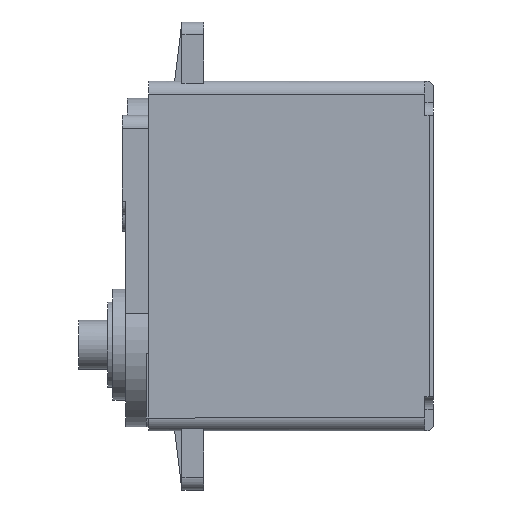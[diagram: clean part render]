
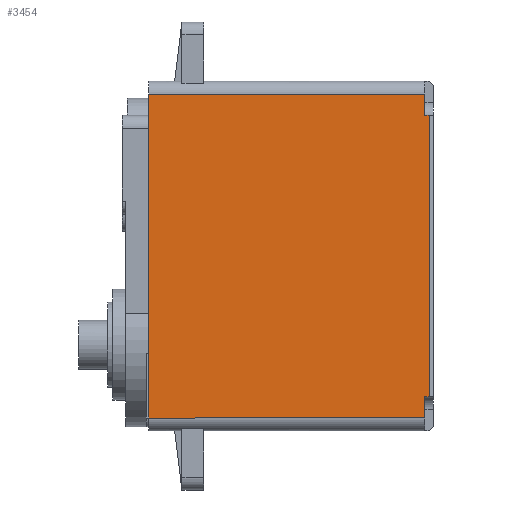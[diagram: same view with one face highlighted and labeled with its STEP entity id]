
A CAD part, left-side view. The second image highlights one B-rep face of the part: STEP entity #3454.
In plain terms, the highlighted planar face has unit normal (-1, 0, 0).
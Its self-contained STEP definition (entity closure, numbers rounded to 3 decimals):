
#43 = CARTESIAN_POINT ( 'NONE',  ( -10.05, 1., -11.22 ) ) ;
#49 = VERTEX_POINT ( 'NONE', #3728 ) ;
#62 = DIRECTION ( 'NONE',  ( 1., 0., 0. ) ) ;
#89 = ORIENTED_EDGE ( 'NONE', *, *, #3495, .F. ) ;
#120 = LINE ( 'NONE', #2262, #3669 ) ;
#159 = VECTOR ( 'NONE', #3838, 1000. ) ;
#263 = VECTOR ( 'NONE', #3458, 1000. ) ;
#351 = PLANE ( 'NONE',  #1627 ) ;
#380 = LINE ( 'NONE', #1972, #432 ) ;
#432 = VECTOR ( 'NONE', #3712, 1000. ) ;
#463 = CARTESIAN_POINT ( 'NONE',  ( -10.05, 1., -11.22 ) ) ;
#471 = ORIENTED_EDGE ( 'NONE', *, *, #1842, .F. ) ;
#589 = CARTESIAN_POINT ( 'NONE',  ( -10.05, 1., -13.72 ) ) ;
#629 = LINE ( 'NONE', #2410, #159 ) ;
#792 = VECTOR ( 'NONE', #3537, 1000. ) ;
#811 = CARTESIAN_POINT ( 'NONE',  ( -10.05, 0.5, 21.58 ) ) ;
#863 = DIRECTION ( 'NONE',  ( 0., -1., 0. ) ) ;
#937 = CARTESIAN_POINT ( 'NONE',  ( -10.05, 33.2, 24.08 ) ) ;
#963 = VECTOR ( 'NONE', #2151, 1000. ) ;
#1027 = ORIENTED_EDGE ( 'NONE', *, *, #1620, .T. ) ;
#1245 = FACE_OUTER_BOUND ( 'NONE', #3343, .T. ) ;
#1260 = LINE ( 'NONE', #2314, #263 ) ;
#1366 = EDGE_CURVE ( 'NONE', #3054, #1902, #120, .T. ) ;
#1424 = VERTEX_POINT ( 'NONE', #463 ) ;
#1425 = VERTEX_POINT ( 'NONE', #3797 ) ;
#1541 = ORIENTED_EDGE ( 'NONE', *, *, #2508, .F. ) ;
#1549 = ORIENTED_EDGE ( 'NONE', *, *, #3777, .T. ) ;
#1620 = EDGE_CURVE ( 'NONE', #3846, #1902, #2294, .T. ) ;
#1627 = AXIS2_PLACEMENT_3D ( 'NONE', #937, #62, #2405 ) ;
#1780 = CARTESIAN_POINT ( 'NONE',  ( -10.05, 33.2, -13.72 ) ) ;
#1842 = EDGE_CURVE ( 'NONE', #1425, #49, #1260, .T. ) ;
#1883 = DIRECTION ( 'NONE',  ( 0., 0., 1. ) ) ;
#1890 = ORIENTED_EDGE ( 'NONE', *, *, #3594, .T. ) ;
#1902 = VERTEX_POINT ( 'NONE', #811 ) ;
#1972 = CARTESIAN_POINT ( 'NONE',  ( -10.05, 33.2, 24.08 ) ) ;
#2039 = LINE ( 'NONE', #2605, #3836 ) ;
#2151 = DIRECTION ( 'NONE',  ( 0., 0., 1. ) ) ;
#2202 = VECTOR ( 'NONE', #1883, 1000. ) ;
#2262 = CARTESIAN_POINT ( 'NONE',  ( -10.05, 1., 21.58 ) ) ;
#2294 = LINE ( 'NONE', #2499, #2202 ) ;
#2314 = CARTESIAN_POINT ( 'NONE',  ( -10.05, 33.2, 24.08 ) ) ;
#2317 = ORIENTED_EDGE ( 'NONE', *, *, #3141, .T. ) ;
#2405 = DIRECTION ( 'NONE',  ( 0., 0., -1. ) ) ;
#2410 = CARTESIAN_POINT ( 'NONE',  ( -10.05, 1., 21.58 ) ) ;
#2499 = CARTESIAN_POINT ( 'NONE',  ( -10.05, 0.5, 24.08 ) ) ;
#2508 = EDGE_CURVE ( 'NONE', #49, #3054, #629, .T. ) ;
#2527 = DIRECTION ( 'NONE',  ( 0., -1., 0. ) ) ;
#2592 = LINE ( 'NONE', #43, #963 ) ;
#2605 = CARTESIAN_POINT ( 'NONE',  ( -10.05, 1., -11.22 ) ) ;
#2688 = CARTESIAN_POINT ( 'NONE',  ( -10.05, 0.5, -11.22 ) ) ;
#2896 = VERTEX_POINT ( 'NONE', #3821 ) ;
#3054 = VERTEX_POINT ( 'NONE', #3301 ) ;
#3099 = ORIENTED_EDGE ( 'NONE', *, *, #1366, .F. ) ;
#3113 = VERTEX_POINT ( 'NONE', #589 ) ;
#3141 = EDGE_CURVE ( 'NONE', #3113, #1424, #2592, .T. ) ;
#3301 = CARTESIAN_POINT ( 'NONE',  ( -10.05, 1., 21.58 ) ) ;
#3343 = EDGE_LOOP ( 'NONE', ( #1890, #1027, #3099, #1541, #471, #89, #1549, #2317 ) ) ;
#3454 = ADVANCED_FACE ( 'NONE', ( #1245 ), #351, .F. ) ;
#3458 = DIRECTION ( 'NONE',  ( 0., -1., 0. ) ) ;
#3495 = EDGE_CURVE ( 'NONE', #2896, #1425, #380, .T. ) ;
#3537 = DIRECTION ( 'NONE',  ( 0., -1., 0. ) ) ;
#3594 = EDGE_CURVE ( 'NONE', #1424, #3846, #2039, .T. ) ;
#3669 = VECTOR ( 'NONE', #2527, 1000. ) ;
#3712 = DIRECTION ( 'NONE',  ( 0., 0., 1. ) ) ;
#3728 = CARTESIAN_POINT ( 'NONE',  ( -10.05, 1., 24.08 ) ) ;
#3777 = EDGE_CURVE ( 'NONE', #2896, #3113, #3813, .T. ) ;
#3797 = CARTESIAN_POINT ( 'NONE',  ( -10.05, 33.2, 24.08 ) ) ;
#3813 = LINE ( 'NONE', #1780, #792 ) ;
#3821 = CARTESIAN_POINT ( 'NONE',  ( -10.05, 33.2, -13.72 ) ) ;
#3836 = VECTOR ( 'NONE', #863, 1000. ) ;
#3838 = DIRECTION ( 'NONE',  ( 0., 0., -1. ) ) ;
#3846 = VERTEX_POINT ( 'NONE', #2688 ) ;
